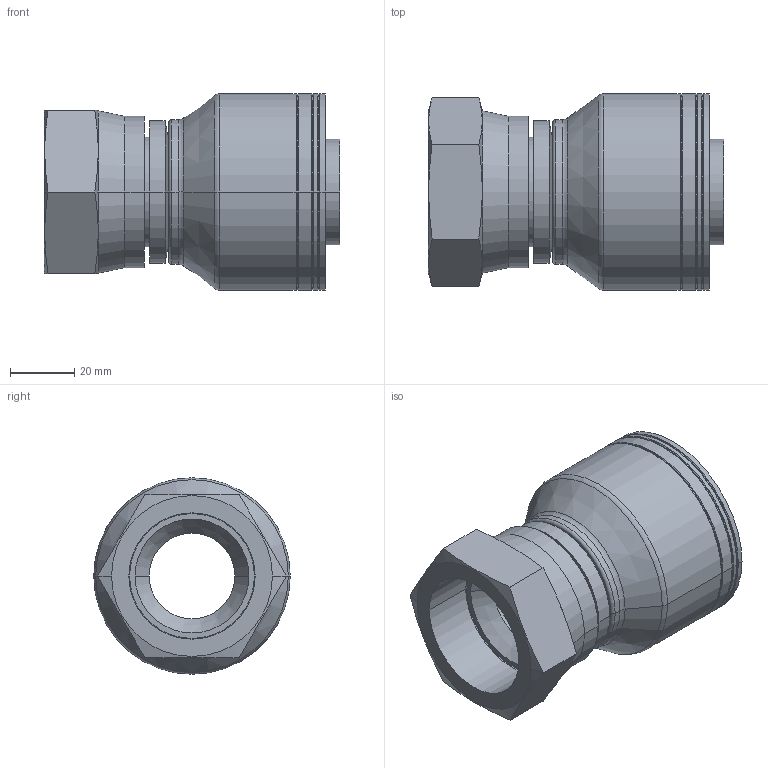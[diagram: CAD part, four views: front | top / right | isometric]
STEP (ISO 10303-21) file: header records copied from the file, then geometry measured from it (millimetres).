
FILE_DESCRIPTION((''),'2;1');
FILE_NAME('1AA20FJ20','2018-05-11T',('E5251691'),('Eaton Hydraulics Inc.'),'PRO/ENGINEER BY PARAMETRIC TECHNOLOGY CORPORATION, 2010280','PRO/ENGINEER BY PARAMETRIC TECHNOLOGY CORPORATION, 2010280','');
FILE_SCHEMA(('CONFIG_CONTROL_DESIGN'));
Length unit declared in the file: millimetre
Products named in the file (4): 1F40000-2020; 210204-20S; 1A20_ORIGINAL_CRIMP; 1AA20FJ20
Assembly tree (3 placements, depth 2):
  1AA20FJ20
    1F40000-2020
    210204-20S
    1A20_ORIGINAL_CRIMP
Bounding box: 91.81 x 61.1 x 61.1 mm (x, y, z)
Volume: 74062.1 mm3; surface area: 48120.6 mm2
Topology: 3 solids, 3 shells, 97 faces, 198 edges, 112 vertices
Faces by surface type: cylinder 44, cone 30, plane 17, torus 6
Entity records: 2722 total; most frequent: CARTESIAN_POINT 522, DIRECTION 500, ORIENTED_EDGE 396, AXIS2_PLACEMENT_3D 210, EDGE_CURVE 198, VERTEX_POINT 112, EDGE_LOOP 108, CIRCLE 106
